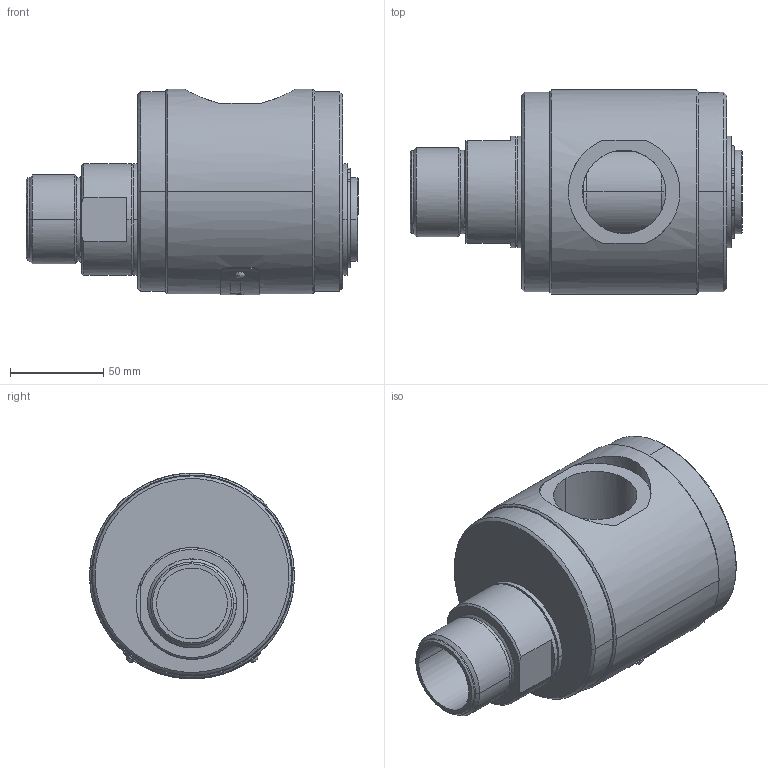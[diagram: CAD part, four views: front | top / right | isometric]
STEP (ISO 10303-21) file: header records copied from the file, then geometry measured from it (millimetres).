
FILE_DESCRIPTION (( 'STEP AP214' ), '1' );
FILE_NAME ('TUR-GSN40ACQ.STEP', '2016-08-22T13:12:09', ( '' ), ( '' ), 'SwSTEP 2.0', 'SolidWorks 2016', '' );
FILE_SCHEMA (( 'AUTOMOTIVE_DESIGN' ));
Length unit declared in the file: millimetre
Products named in the file (1): TUR-GSN40ACQ
Bounding box: 178.3 x 110 x 110.46 mm (x, y, z)
Surface area: 138083.8 mm2 (no closed solid volume)
Topology: 0 solids, 9 shells, 148 faces, 370 edges, 250 vertices
Faces by surface type: bspline 95, plane 52, cylinder 1
Entity records: 41462 total; most frequent: CARTESIAN_POINT 38626, ORIENTED_EDGE 694, EDGE_CURVE 370, VERTEX_POINT 250, DIRECTION 247, B_SPLINE_CURVE_WITH_KNOTS 232, EDGE_LOOP 170, ADVANCED_FACE 148
